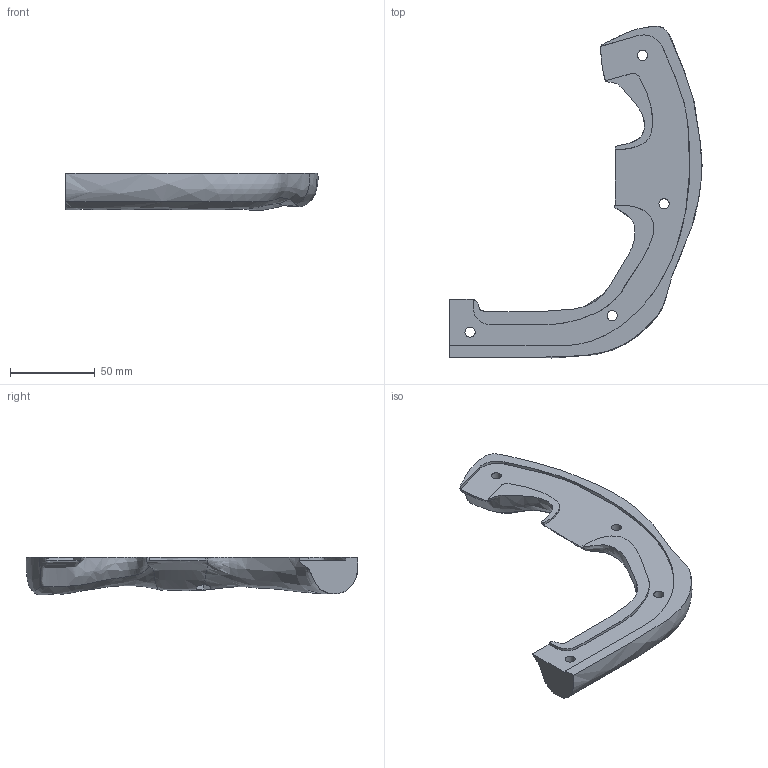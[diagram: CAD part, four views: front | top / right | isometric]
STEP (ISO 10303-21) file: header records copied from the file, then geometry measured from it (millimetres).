
FILE_DESCRIPTION(/* description */ (''),/* implementation_level */ '2;1');
FILE_NAME(/* name */ 'Right Back Grip.step',/* time_stamp */ '2020-07-20T21:33:36-05:00',/* author */ (''),/* organization */ (''),/* preprocessor_version */ 'ST-DEVELOPER v18.1',/* originating_system */ 'Autodesk Translation Framework v9.3.0.1241',/* authorisation */ '');
FILE_SCHEMA (('AUTOMOTIVE_DESIGN { 1 0 10303 214 3 1 1 }'));
Length unit declared in the file: millimetre
Products named in the file (1): Right Back Grip
Bounding box: 148.64 x 195.69 x 22.02 mm (x, y, z)
Volume: 141650.6 mm3; surface area: 30280.8 mm2
Topology: 1 solids, 1 shells, 65 faces, 183 edges, 123 vertices
Faces by surface type: plane 43, bspline 15, cylinder 7
Full cylindrical faces by diameter (mm): 6 x4
Entity records: 6973 total; most frequent: CARTESIAN_POINT 5444, ORIENTED_EDGE 366, DIRECTION 221, EDGE_CURVE 183, VERTEX_POINT 123, LINE 91, VECTOR 91, EDGE_LOOP 76
